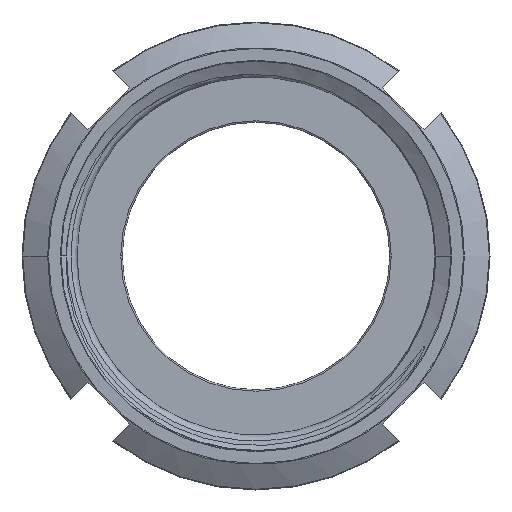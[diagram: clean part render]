
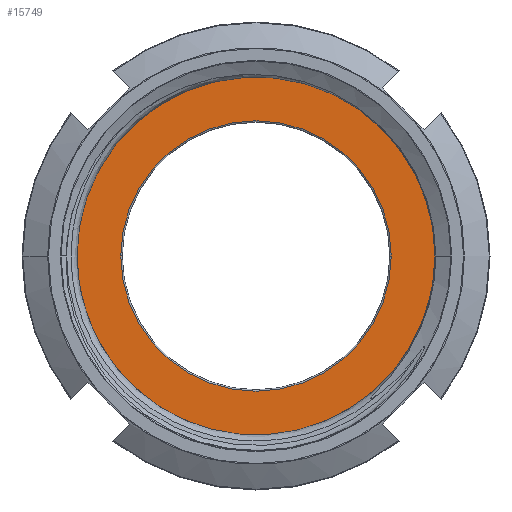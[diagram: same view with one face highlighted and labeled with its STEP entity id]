
A CAD part, left-side view. The second image highlights one B-rep face of the part: STEP entity #15749.
In plain terms, the highlighted planar face has unit normal (-1, 0, 0).
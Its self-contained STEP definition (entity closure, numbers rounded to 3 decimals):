
#59 = DIRECTION ( 'NONE',  ( 0., -1., 0. ) ) ;
#431 = CIRCLE ( 'NONE', #15739, 18.2 ) ;
#746 = VERTEX_POINT ( 'NONE', #6913 ) ;
#1109 = AXIS2_PLACEMENT_3D ( 'NONE', #8802, #7513, #10178 ) ;
#1571 = CIRCLE ( 'NONE', #6252, 18.2 ) ;
#1608 = CARTESIAN_POINT ( 'NONE',  ( -3., 26.232, 0. ) ) ;
#2183 = CIRCLE ( 'NONE', #3164, 26.232 ) ;
#2476 = EDGE_LOOP ( 'NONE', ( #12586, #8728 ) ) ;
#2661 = DIRECTION ( 'NONE',  ( -1., 0., 0. ) ) ;
#2698 = FACE_OUTER_BOUND ( 'NONE', #15931, .T. ) ;
#3164 = AXIS2_PLACEMENT_3D ( 'NONE', #13555, #6707, #12096 ) ;
#3856 = EDGE_CURVE ( 'NONE', #11856, #746, #1571, .T. ) ;
#5837 = DIRECTION ( 'NONE',  ( 0., -1., 0. ) ) ;
#6074 = VERTEX_POINT ( 'NONE', #1608 ) ;
#6252 = AXIS2_PLACEMENT_3D ( 'NONE', #10978, #12331, #5837 ) ;
#6706 = DIRECTION ( 'NONE',  ( 1., 0., 0. ) ) ;
#6707 = DIRECTION ( 'NONE',  ( -1., 0., 0. ) ) ;
#6846 = CARTESIAN_POINT ( 'NONE',  ( -3., -26.232, 0. ) ) ;
#6913 = CARTESIAN_POINT ( 'NONE',  ( -3., -18.2, 0. ) ) ;
#7513 = DIRECTION ( 'NONE',  ( -1., 0., 0. ) ) ;
#8196 = ORIENTED_EDGE ( 'NONE', *, *, #11925, .T. ) ;
#8728 = ORIENTED_EDGE ( 'NONE', *, *, #3856, .T. ) ;
#8802 = CARTESIAN_POINT ( 'NONE',  ( -3., 0., 0. ) ) ;
#9472 = VERTEX_POINT ( 'NONE', #6846 ) ;
#9603 = CIRCLE ( 'NONE', #1109, 26.232 ) ;
#10178 = DIRECTION ( 'NONE',  ( 0., -1., 0. ) ) ;
#10737 = FACE_BOUND ( 'NONE', #2476, .T. ) ;
#10751 = CARTESIAN_POINT ( 'NONE',  ( -3., 26.432, 0. ) ) ;
#10978 = CARTESIAN_POINT ( 'NONE',  ( -3., 0., 0. ) ) ;
#11177 = CARTESIAN_POINT ( 'NONE',  ( -3., 18.2, 0. ) ) ;
#11856 = VERTEX_POINT ( 'NONE', #11177 ) ;
#11925 = EDGE_CURVE ( 'NONE', #9472, #6074, #9603, .T. ) ;
#12095 = DIRECTION ( 'NONE',  ( 0., -1., 0. ) ) ;
#12096 = DIRECTION ( 'NONE',  ( 0., -1., 0. ) ) ;
#12331 = DIRECTION ( 'NONE',  ( 1., 0., 0. ) ) ;
#12586 = ORIENTED_EDGE ( 'NONE', *, *, #14508, .T. ) ;
#13038 = AXIS2_PLACEMENT_3D ( 'NONE', #10751, #2661, #59 ) ;
#13115 = EDGE_CURVE ( 'NONE', #6074, #9472, #2183, .T. ) ;
#13555 = CARTESIAN_POINT ( 'NONE',  ( -3., 0., 0. ) ) ;
#14508 = EDGE_CURVE ( 'NONE', #746, #11856, #431, .T. ) ;
#15739 = AXIS2_PLACEMENT_3D ( 'NONE', #16266, #6706, #12095 ) ;
#15749 = ADVANCED_FACE ( 'NONE', ( #10737, #2698 ), #16226, .T. ) ;
#15931 = EDGE_LOOP ( 'NONE', ( #8196, #16669 ) ) ;
#16226 = PLANE ( 'NONE',  #13038 ) ;
#16266 = CARTESIAN_POINT ( 'NONE',  ( -3., 0., 0. ) ) ;
#16669 = ORIENTED_EDGE ( 'NONE', *, *, #13115, .T. ) ;
